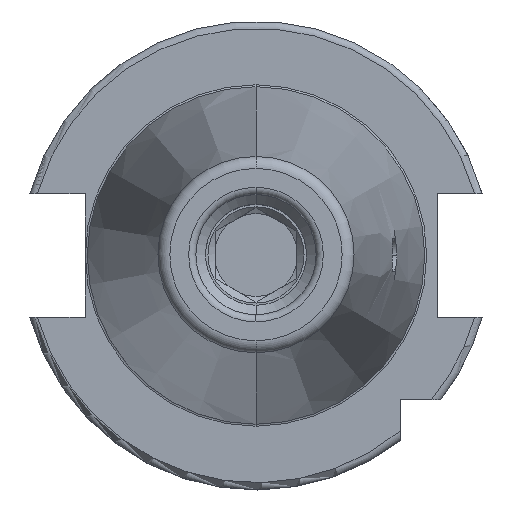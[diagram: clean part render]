
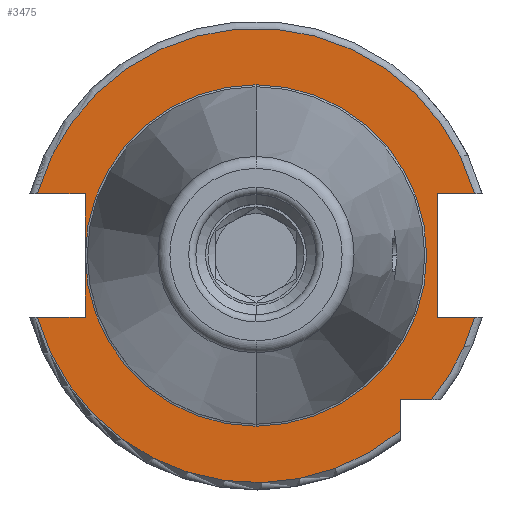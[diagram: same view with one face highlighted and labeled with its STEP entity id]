
A CAD part, top view. The second image highlights one B-rep face of the part: STEP entity #3475.
In plain terms, the highlighted planar face has unit normal (0, 0, 1).
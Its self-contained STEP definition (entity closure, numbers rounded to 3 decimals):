
#644=CARTESIAN_POINT('',(0,0,15.9));
#645=DIRECTION('',(0,0,1));
#646=DIRECTION('',(0.962,0.272,0));
#647=AXIS2_PLACEMENT_3D('',#644,#645,#646);
#695=CARTESIAN_POINT('',(0,0,15.9));
#696=DIRECTION('',(0,0,1));
#697=DIRECTION('',(-0.962,-0.272,0));
#698=AXIS2_PLACEMENT_3D('',#695,#696,#697);
#714=DIRECTION('',(1,0,0));
#715=VECTOR('',#714,9.969);
#716=CARTESIAN_POINT('',(-45.469,-12.85,15.9));
#717=LINE('',#716,#715);
#718=DIRECTION('',(0.,1,0));
#719=VECTOR('',#718,12.85);
#720=CARTESIAN_POINT('',(-35.5,-12.85,15.9));
#721=LINE('',#720,#719);
#722=DIRECTION('',(0.,1,0));
#723=VECTOR('',#722,12.85);
#724=CARTESIAN_POINT('',(-35.5,0,15.9));
#725=LINE('',#724,#723);
#726=DIRECTION('',(1,0,0));
#727=VECTOR('',#726,9.969);
#728=CARTESIAN_POINT('',(-45.469,12.85,15.9));
#729=LINE('',#728,#727);
#730=DIRECTION('',(-1,0,0));
#731=VECTOR('',#730,7.769);
#732=CARTESIAN_POINT('',(45.469,12.85,15.9));
#733=LINE('',#732,#731);
#734=DIRECTION('',(0,-1,0));
#735=VECTOR('',#734,25.7);
#736=CARTESIAN_POINT('',(37.7,12.85,15.9));
#737=LINE('',#736,#735);
#738=DIRECTION('',(-1,0,0));
#739=VECTOR('',#738,7.769);
#740=CARTESIAN_POINT('',(45.469,-12.85,15.9));
#741=LINE('',#740,#739);
#742=CARTESIAN_POINT('',(0,0,15.9));
#743=DIRECTION('',(0,0,1));
#744=DIRECTION('',(0.773,-0.635,0));
#745=AXIS2_PLACEMENT_3D('',#742,#743,#744);
#747=DIRECTION('',(-1,0,0));
#748=VECTOR('',#747,6.504);
#749=CARTESIAN_POINT('',(36.504,-30,15.9));
#750=LINE('',#749,#748);
#751=DIRECTION('',(0,1,0));
#752=VECTOR('',#751,6.504);
#753=CARTESIAN_POINT('',(30,-36.504,15.9));
#754=LINE('',#753,#752);
#755=CARTESIAN_POINT('',(0,0,15.9));
#756=DIRECTION('',(0,0,1));
#757=DIRECTION('',(0,1,0));
#758=AXIS2_PLACEMENT_3D('',#755,#756,#757);
#770=CARTESIAN_POINT('',(0,0,15.9));
#771=DIRECTION('',(0,0,1));
#772=DIRECTION('',(-1,0,0));
#773=AXIS2_PLACEMENT_3D('',#770,#771,#772);
#775=CARTESIAN_POINT('',(0,0,15.9));
#776=DIRECTION('',(0,0,-1));
#777=DIRECTION('',(0,1,0));
#778=AXIS2_PLACEMENT_3D('',#775,#776,#777);
#2305=CARTESIAN_POINT('',(0,35.5,15.9));
#2307=VERTEX_POINT('',#2305);
#2327=CARTESIAN_POINT('',(0,-35.5,15.9));
#2329=VERTEX_POINT('',#2327);
#2475=CARTESIAN_POINT('',(-45.469,-12.85,15.9));
#2476=CARTESIAN_POINT('',(-35.5,-12.85,15.9));
#2477=VERTEX_POINT('',#2475);
#2478=VERTEX_POINT('',#2476);
#2479=CARTESIAN_POINT('',(-35.5,0,15.9));
#2480=VERTEX_POINT('',#2479);
#2481=CARTESIAN_POINT('',(-35.5,12.85,15.9));
#2482=VERTEX_POINT('',#2481);
#2483=CARTESIAN_POINT('',(-45.469,12.85,15.9));
#2484=VERTEX_POINT('',#2483);
#2485=CARTESIAN_POINT('',(37.7,12.85,15.9));
#2486=CARTESIAN_POINT('',(37.7,-12.85,15.9));
#2487=VERTEX_POINT('',#2485);
#2488=VERTEX_POINT('',#2486);
#2489=CARTESIAN_POINT('',(45.469,-12.85,15.9));
#2490=VERTEX_POINT('',#2489);
#2491=CARTESIAN_POINT('',(45.469,12.85,15.9));
#2492=VERTEX_POINT('',#2491);
#2493=CARTESIAN_POINT('',(30,-36.504,15.9));
#2494=CARTESIAN_POINT('',(30,-30,15.9));
#2495=VERTEX_POINT('',#2493);
#2496=VERTEX_POINT('',#2494);
#2497=CARTESIAN_POINT('',(36.504,-30,15.9));
#2498=VERTEX_POINT('',#2497);
#3448=CARTESIAN_POINT('',(0,0,15.9));
#3449=DIRECTION('',(0,0,-1));
#3450=DIRECTION('',(0,-1,0));
#3451=AXIS2_PLACEMENT_3D('',#3448,#3449,#3450);
#3452=PLANE('',#3451);
#3453=ORIENTED_EDGE('',*,*,#2827,.T.);
#3454=ORIENTED_EDGE('',*,*,#2864,.T.);
#3456=ORIENTED_EDGE('',*,*,#3455,.T.);
#3458=ORIENTED_EDGE('',*,*,#3457,.F.);
#3460=ORIENTED_EDGE('',*,*,#3459,.T.);
#3461=ORIENTED_EDGE('',*,*,#2862,.T.);
#3462=ORIENTED_EDGE('',*,*,#2898,.F.);
#3463=ORIENTED_EDGE('',*,*,#3426,.F.);
#3465=ORIENTED_EDGE('',*,*,#3464,.T.);
#3467=ORIENTED_EDGE('',*,*,#3466,.T.);
#3468=ORIENTED_EDGE('',*,*,#2974,.F.);
#3469=ORIENTED_EDGE('',*,*,#3416,.F.);
#3470=ORIENTED_EDGE('',*,*,#3031,.T.);
#3471=ORIENTED_EDGE('',*,*,#3082,.F.);
#3472=ORIENTED_EDGE('',*,*,#3442,.F.);
#3473=EDGE_LOOP('',(#3453,#3454,#3456,#3458,#3460,#3461,#3462,#3463,#3465,#3467,
#3468,#3469,#3470,#3471,#3472));
#3474=FACE_OUTER_BOUND('',#3473,.F.);
#3475=ADVANCED_FACE('',(#3474),#3452,.F.);
#648=CIRCLE('',#647,47.25);
#699=CIRCLE('',#698,47.25);
#746=CIRCLE('',#745,47.25);
#759=CIRCLE('',#758,35.5);
#774=CIRCLE('',#773,35.5);
#779=CIRCLE('',#778,35.5);
#2827=EDGE_CURVE('',#2477,#2478,#717,.T.);
#2862=EDGE_CURVE('',#2480,#2482,#725,.T.);
#2864=EDGE_CURVE('',#2478,#2480,#721,.T.);
#2898=EDGE_CURVE('',#2484,#2482,#729,.T.);
#2974=EDGE_CURVE('',#2490,#2488,#741,.T.);
#3031=EDGE_CURVE('',#2498,#2496,#750,.T.);
#3082=EDGE_CURVE('',#2495,#2496,#754,.T.);
#3416=EDGE_CURVE('',#2498,#2490,#746,.T.);
#3426=EDGE_CURVE('',#2492,#2484,#648,.T.);
#3442=EDGE_CURVE('',#2477,#2495,#699,.T.);
#3455=EDGE_CURVE('',#2480,#2329,#774,.T.);
#3457=EDGE_CURVE('',#2307,#2329,#779,.T.);
#3459=EDGE_CURVE('',#2307,#2480,#759,.T.);
#3464=EDGE_CURVE('',#2492,#2487,#733,.T.);
#3466=EDGE_CURVE('',#2487,#2488,#737,.T.);
